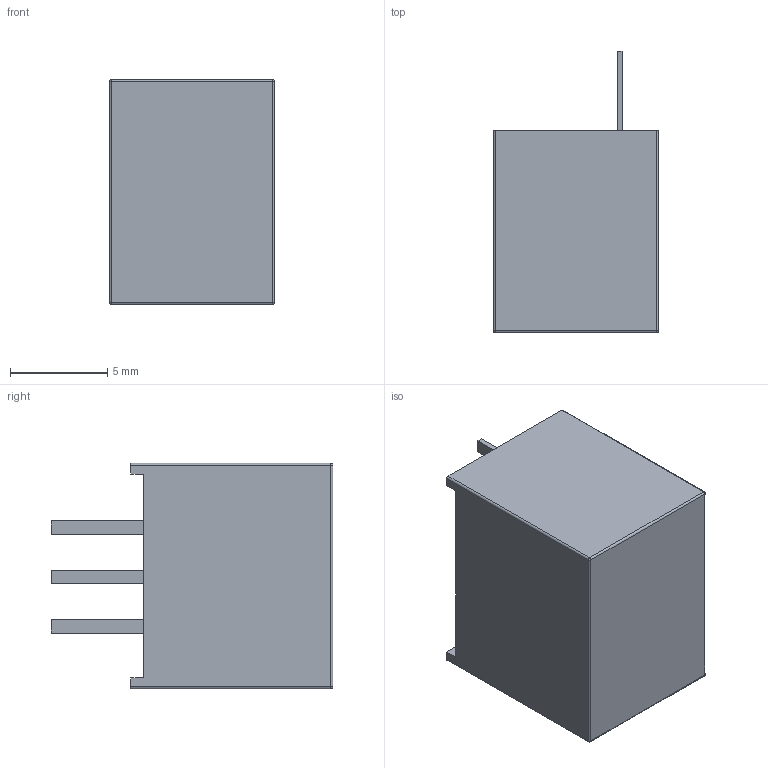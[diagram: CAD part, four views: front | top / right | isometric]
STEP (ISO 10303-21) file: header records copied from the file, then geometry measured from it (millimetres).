
FILE_DESCRIPTION(/* description */ (''),/* implementation_level */ '2;1');
FILE_NAME(/* name */ 'R-78E5.0-0.5b.stp',/* time_stamp */ '2017-09-24T00:13:32-03:00',/* author */ ('Rogério e Vanessa'),/* organization */ (''),/* preprocessor_version */ 'ST-DEVELOPER v16.13',/* originating_system */ 'Autodesk Inventor 2018',/* authorisation */ '');
FILE_SCHEMA (('AUTOMOTIVE_DESIGN { 1 0 10303 214 3 1 1 }'));
Length unit declared in the file: millimetre
Products named in the file (1): R-78E5.0-0.5
Bounding box: 8.5 x 14.5 x 11.6 mm (x, y, z)
Volume: 273.4 mm3; surface area: 1141.5 mm2
Topology: 5 solids, 5 shells, 101 faces, 451 edges, 395 vertices
Faces by surface type: plane 89, cylinder 8, sphere 4
Entity records: 5161 total; most frequent: CARTESIAN_POINT 1254, ORIENTED_EDGE 902, DIRECTION 626, EDGE_CURVE 451, VERTEX_POINT 395, LINE 328, VECTOR 328, AXIS2_PLACEMENT_3D 149
